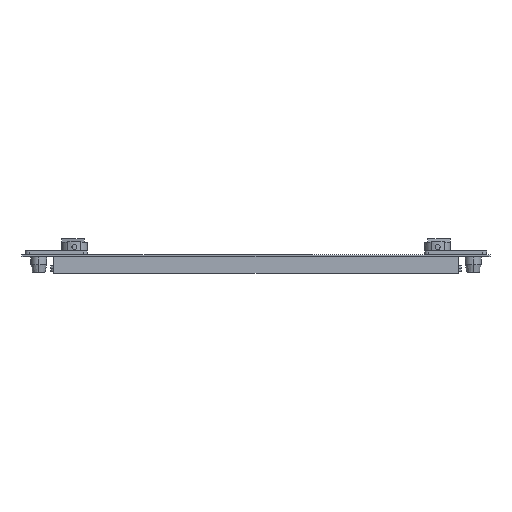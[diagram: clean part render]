
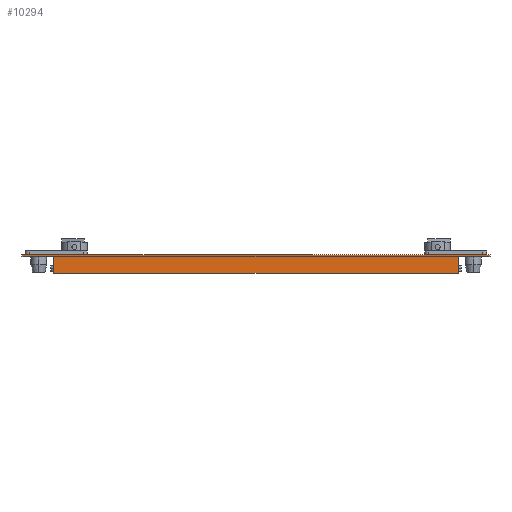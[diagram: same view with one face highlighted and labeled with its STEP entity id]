
A CAD part, front view. The second image highlights one B-rep face of the part: STEP entity #10294.
In plain terms, the highlighted face is planar.
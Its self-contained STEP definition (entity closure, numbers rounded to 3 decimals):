
#8833=DIRECTION('',(-1.,0.,0.));
#8834=VECTOR('',#8833,17.);
#8835=CARTESIAN_POINT('',(125.,175.,0.));
#8836=LINE('',#8835,#8834);
#8854=DIRECTION('',(-1.,0.,0.));
#8855=VECTOR('',#8854,17.);
#8856=CARTESIAN_POINT('',(-108.,175.,0.));
#8857=LINE('',#8856,#8855);
#9078=DIRECTION('',(1.,0.,0.));
#9079=VECTOR('',#9078,250.);
#9080=CARTESIAN_POINT('',(-125.,175.,1.));
#9081=LINE('',#9080,#9079);
#9321=DIRECTION('',(0.,0.,-1.));
#9322=VECTOR('',#9321,9.);
#9323=CARTESIAN_POINT('',(-108.,175.,0.));
#9324=LINE('',#9323,#9322);
#9328=DIRECTION('',(1.,0.,0.));
#9329=VECTOR('',#9328,216.);
#9330=CARTESIAN_POINT('',(-108.,175.,-9.));
#9331=LINE('',#9330,#9329);
#9335=DIRECTION('',(0.,0.,-1.));
#9336=VECTOR('',#9335,1.);
#9337=CARTESIAN_POINT('',(-125.,175.,1.));
#9338=LINE('',#9337,#9336);
#9377=DIRECTION('',(0.,0.,-1.));
#9378=VECTOR('',#9377,9.);
#9379=CARTESIAN_POINT('',(108.,175.,0.));
#9380=LINE('',#9379,#9378);
#9398=DIRECTION('',(0.,0.,-1.));
#9399=VECTOR('',#9398,1.);
#9400=CARTESIAN_POINT('',(125.,175.,1.));
#9401=LINE('',#9400,#9399);
#9769=CARTESIAN_POINT('',(125.,175.,0.));
#9771=VERTEX_POINT('',#9769);
#9773=CARTESIAN_POINT('',(108.,175.,0.));
#9774=VERTEX_POINT('',#9773);
#9779=CARTESIAN_POINT('',(-108.,175.,0.));
#9780=VERTEX_POINT('',#9779);
#9781=CARTESIAN_POINT('',(-125.,175.,0.));
#9782=VERTEX_POINT('',#9781);
#9842=CARTESIAN_POINT('',(125.,175.,1.));
#9844=VERTEX_POINT('',#9842);
#9845=CARTESIAN_POINT('',(-125.,175.,1.));
#9847=VERTEX_POINT('',#9845);
#9897=CARTESIAN_POINT('',(-108.,175.,-9.));
#9898=VERTEX_POINT('',#9897);
#9899=CARTESIAN_POINT('',(108.,175.,-9.));
#9900=VERTEX_POINT('',#9899);
#10275=CARTESIAN_POINT('',(125.,175.,0.));
#10276=DIRECTION('',(0.,1.,0.));
#10277=DIRECTION('',(-1.,0.,0.));
#10278=AXIS2_PLACEMENT_3D('',#10275,#10276,#10277);
#10279=PLANE('',#10278);
#10280=ORIENTED_EDGE('',*,*,#9960,.F.);
#10282=ORIENTED_EDGE('',*,*,#10281,.T.);
#10284=ORIENTED_EDGE('',*,*,#10283,.T.);
#10286=ORIENTED_EDGE('',*,*,#10285,.F.);
#10287=ORIENTED_EDGE('',*,*,#9952,.F.);
#10289=ORIENTED_EDGE('',*,*,#10288,.F.);
#10290=ORIENTED_EDGE('',*,*,#10081,.F.);
#10291=ORIENTED_EDGE('',*,*,#10267,.T.);
#10292=EDGE_LOOP('',(#10280,#10282,#10284,#10286,#10287,#10289,#10290,#10291));
#10293=FACE_OUTER_BOUND('',#10292,.F.);
#9952=EDGE_CURVE('',#9771,#9774,#8836,.T.);
#9960=EDGE_CURVE('',#9780,#9782,#8857,.T.);
#10081=EDGE_CURVE('',#9847,#9844,#9081,.T.);
#10267=EDGE_CURVE('',#9847,#9782,#9338,.T.);
#10281=EDGE_CURVE('',#9780,#9898,#9324,.T.);
#10283=EDGE_CURVE('',#9898,#9900,#9331,.T.);
#10285=EDGE_CURVE('',#9774,#9900,#9380,.T.);
#10288=EDGE_CURVE('',#9844,#9771,#9401,.T.);
#10294=ADVANCED_FACE('',(#10293),#10279,.T.);
